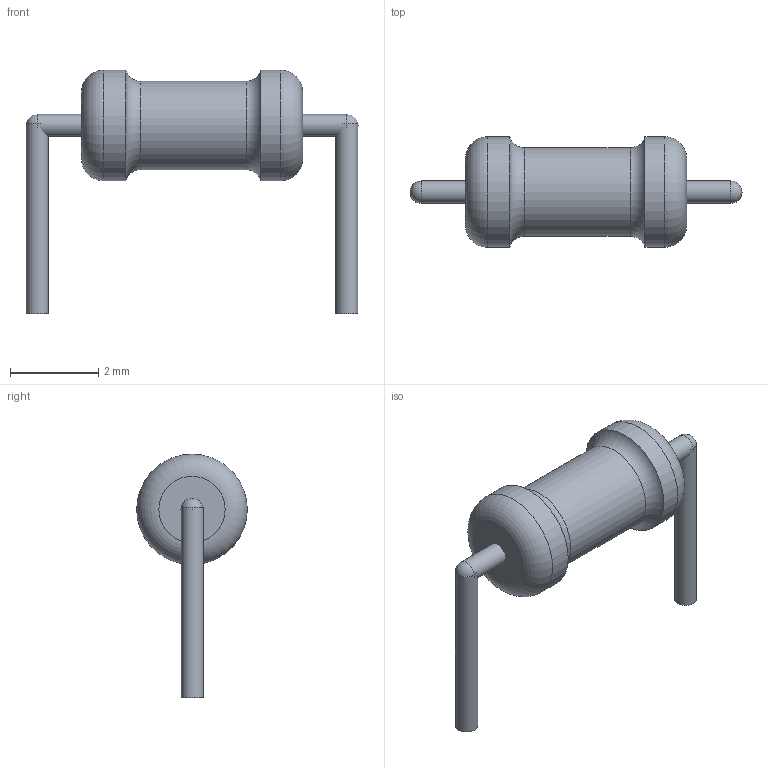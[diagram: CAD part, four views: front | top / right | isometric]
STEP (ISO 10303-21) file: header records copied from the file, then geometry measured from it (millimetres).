
FILE_DESCRIPTION(/* description */ (''),/* implementation_level */ '2;1');
FILE_NAME(/* name */ 'R - 2 red.step',/* time_stamp */ '2021-05-27T21:34:53+03:00',/* author */ (''),/* organization */ (''),/* preprocessor_version */ 'ST-DEVELOPER v18.1',/* originating_system */ 'Autodesk Translation Framework v10.9.0.1377',/* authorisation */ '');
FILE_SCHEMA (('AUTOMOTIVE_DESIGN { 1 0 10303 214 3 1 1 }'));
Length unit declared in the file: millimetre
Products named in the file (1): (Unsaved)
Bounding box: 7.5 x 2.5 x 5.51 mm (x, y, z)
Volume: 20.8 mm3; surface area: 61.6 mm2
Topology: 6 solids, 6 shells, 23 faces, 38 edges, 25 vertices
Faces by surface type: plane 10, cylinder 7, torus 4, sphere 2
Full cylindrical faces by diameter (mm): 0.5 x4, 2 x1, 2.5 x2
Entity records: 585 total; most frequent: DIRECTION 113, CARTESIAN_POINT 85, ORIENTED_EDGE 72, AXIS2_PLACEMENT_3D 53, EDGE_CURVE 36, CIRCLE 29, VERTEX_POINT 25, FACE_OUTER_BOUND 23
